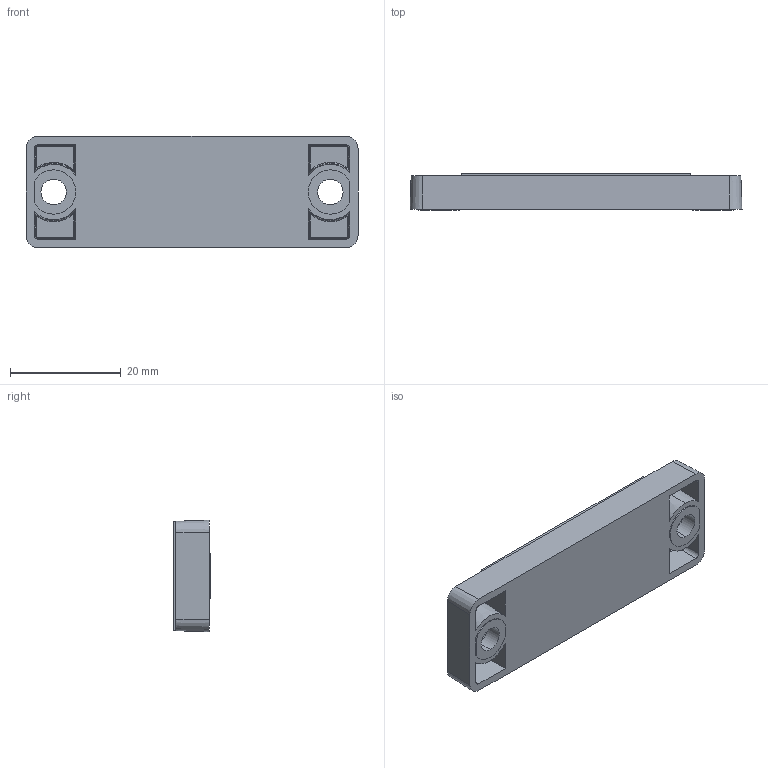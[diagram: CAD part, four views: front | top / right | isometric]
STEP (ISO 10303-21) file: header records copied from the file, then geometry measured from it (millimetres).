
FILE_DESCRIPTION (( 'STEP AP203' ), '1' );
FILE_NAME ('98024501d.STEP', '2025-06-13T06:52:45', ( '' ), ( '' ), 'SwSTEP 2.0', 'SolidWorks 2023', '' );
FILE_SCHEMA (( 'CONFIG_CONTROL_DESIGN' ));
Length unit declared in the file: millimetre
Products named in the file (1): 98024501d
Bounding box: 60 x 6.6 x 20.2 mm (x, y, z)
Volume: 6580.4 mm3; surface area: 3991.6 mm2
Topology: 1 solids, 1 shells, 85 faces, 199 edges, 124 vertices
Faces by surface type: plane 34, cylinder 22, cone 18, torus 11
Entity records: 2573 total; most frequent: CARTESIAN_POINT 517, DIRECTION 430, ORIENTED_EDGE 398, EDGE_CURVE 199, AXIS2_PLACEMENT_3D 165, VERTEX_POINT 124, LINE 100, VECTOR 100
